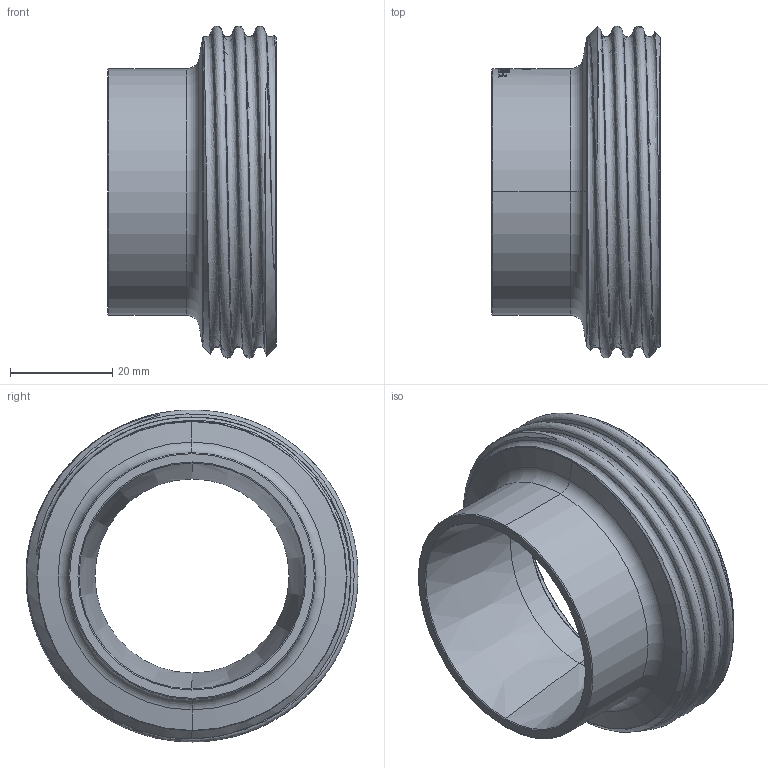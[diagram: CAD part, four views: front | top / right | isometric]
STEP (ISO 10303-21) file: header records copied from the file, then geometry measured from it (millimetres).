
FILE_DESCRIPTION (( 'STEP AP214' ), '1' );
FILE_NAME ('GL-213-048-x Gewindestutzen SC48,3x2,0 heco.STEP', '2017-09-13T15:55:22', ( '' ), ( '' ), 'SwSTEP 2.0', 'SolidWorks 2016', '' );
FILE_SCHEMA (( 'AUTOMOTIVE_DESIGN' ));
Length unit declared in the file: millimetre
Products named in the file (1): GL-213-048-x Gewindestutzen SC48,3x2,0 heco
Bounding box: 33 x 65 x 65 mm (x, y, z)
Volume: 27171.5 mm3; surface area: 15208.6 mm2
Topology: 1 solids, 1 shells, 236 faces, 602 edges, 392 vertices
Faces by surface type: bspline 112, plane 62, cylinder 30, torus 22, cone 10
Entity records: 22886 total; most frequent: CARTESIAN_POINT 16080, ORIENTED_EDGE 1204, DIRECTION 625, EDGE_CURVE 602, VERTEX_POINT 392, B_SPLINE_CURVE_WITH_KNOTS 356, EDGE_LOOP 262, AXIS2_PLACEMENT_3D 259
